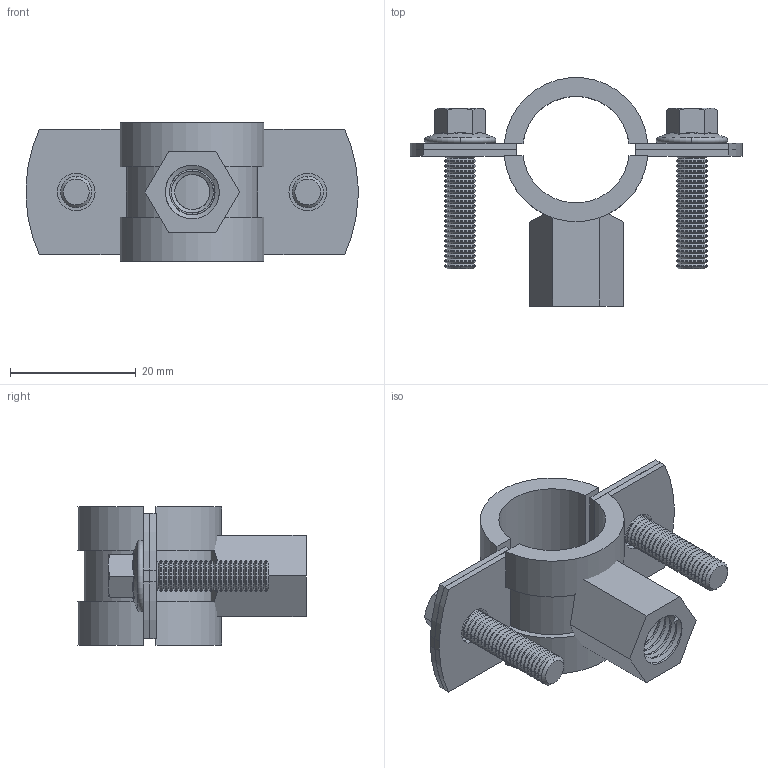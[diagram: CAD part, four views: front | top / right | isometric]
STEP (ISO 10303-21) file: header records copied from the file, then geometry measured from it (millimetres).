
FILE_DESCRIPTION (( 'STEP AP214' ), '1' );
FILE_NAME ('R511-018.STEP', '2024-09-05T14:53:42', ( '' ), ( '' ), 'SwSTEP 2.0', 'SolidWorks 2024', '' );
FILE_SCHEMA (( 'AUTOMOTIVE_DESIGN' ));
Length unit declared in the file: millimetre
Products named in the file (4): R511-018; 19mm Clamp; hex flange bolt small_bsi_BS EN ISO 4162 - M5 x 20 x 20-S; M8 -M10 Nut
Assembly tree (4 placements, depth 2):
  R511-018
    19mm Clamp
    M8 -M10 Nut
    hex flange bolt small_bsi_BS EN ISO 4162 - M5 x 20 x 20-S  x2
Bounding box: 52.9 x 36.36 x 22 mm (x, y, z)
Volume: 7416.5 mm3; surface area: 8711.4 mm2
Topology: 5 solids, 5 shells, 454 faces, 1183 edges, 742 vertices
Faces by surface type: cone 212, cylinder 157, plane 63, bspline 18, torus 4
Entity records: 11098 total; most frequent: CARTESIAN_POINT 4049, DIRECTION 1514, ORIENTED_EDGE 1474, EDGE_CURVE 737, AXIS2_PLACEMENT_3D 601, VERTEX_POINT 466, CIRCLE 325, VECTOR 312
